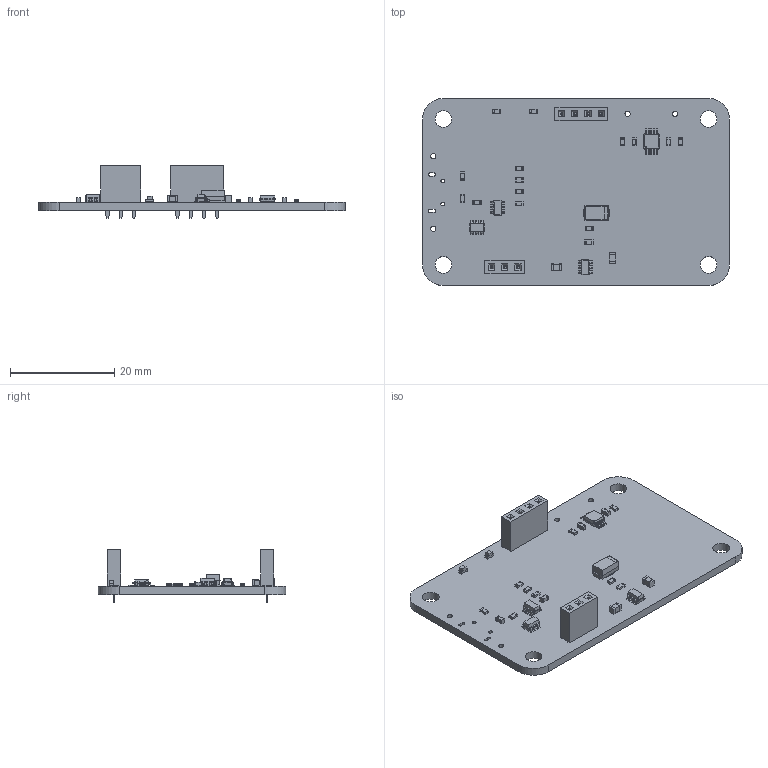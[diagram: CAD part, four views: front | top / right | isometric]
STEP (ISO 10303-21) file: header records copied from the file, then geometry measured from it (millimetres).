
FILE_DESCRIPTION(('KiCad electronic assembly'),'2;1');
FILE_NAME('NanoBLE_Compass.step','2021-07-27T16:34:43',('An Author'),( 'A Company'),'Open CASCADE STEP processor 6.9', 'KiCad to STEP converter','Unknown');
FILE_SCHEMA(('AUTOMOTIVE_DESIGN { 1 0 10303 214 1 1 1 1 }'));
Length unit declared in the file: millimetre
Products named in the file (20): Open CASCADE STEP translator 6.9 1; D_SMA; SOLID; C_0603_1608Metric; LED_0603_1608Metric; PinSocket_1x03_P2.54mm_Vertical; PinSocket_1x04_P2.54mm_Vertical; R_0603_1608Metric; SOT-23-6; VSSOP-10_3x3mm_P0.5mm; C_0805_2012Metric; COMPOUND
Assembly tree (34 placements, depth 3):
  Open CASCADE STEP translator 6.9 1
    D_SMA
      SOLID
    C_0603_1608Metric  x4
      SOLID
    LED_0603_1608Metric  x2
      SOLID
    PinSocket_1x03_P2.54mm_Vertical
      SOLID
    PinSocket_1x04_P2.54mm_Vertical
      SOLID
    R_0603_1608Metric  x9
      SOLID
    SOT-23-6  x3
      SOLID
    VSSOP-10_3x3mm_P0.5mm
      SOLID
    C_0805_2012Metric  x2
      SOLID
    COMPOUND
Bounding box: 59 x 36 x 10.1 mm (x, y, z)
Volume: 3676.5 mm3; surface area: 5422.3 mm2
Topology: 25 solids, 25 shells, 1387 faces, 3604 edges, 2304 vertices
Faces by surface type: plane 945, cylinder 308, bspline 134
Full cylindrical faces by diameter (mm): 0.25 x1, 1 x11, 3.2 x4
Entity records: 54879 total; most frequent: CARTESIAN_POINT 9263, DIRECTION 7387, LINE 5195, VECTOR 5195, ORIENTED_EDGE 4006, PCURVE 4006, DEFINITIONAL_REPRESENTATION 4006, EDGE_CURVE 2003
